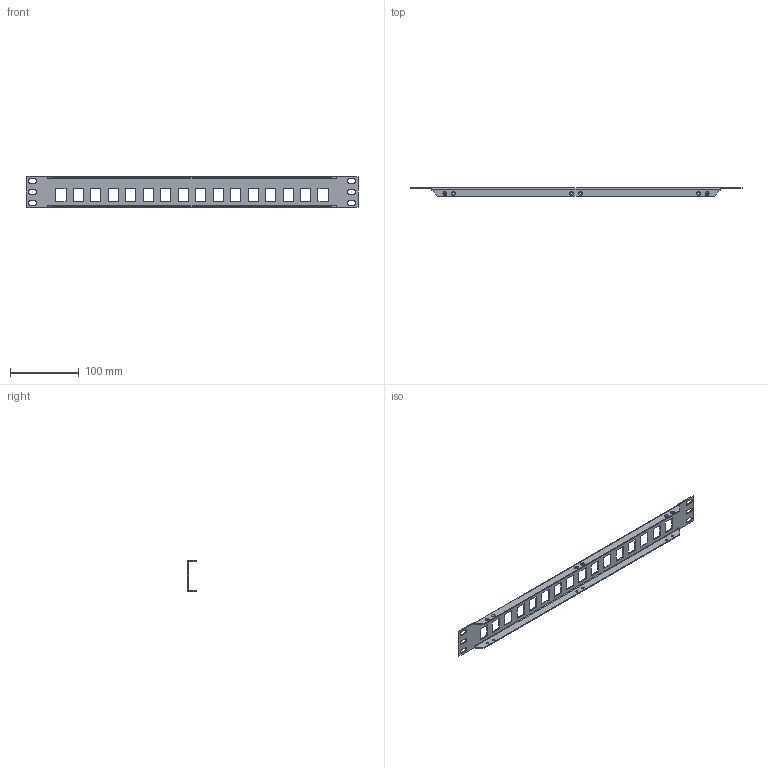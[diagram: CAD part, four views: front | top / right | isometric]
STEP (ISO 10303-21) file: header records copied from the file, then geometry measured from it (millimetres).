
FILE_DESCRIPTION (( 'STEP AP214' ), '1' );
FILE_NAME ('PR175UJ16B.STEP', '2018-09-17T15:35:40', ( '' ), ( '' ), 'SwSTEP 2.0', 'SolidWorks 2017', '' );
FILE_SCHEMA (( 'AUTOMOTIVE_DESIGN' ));
Length unit declared in the file: inch
Products named in the file (1): PR175UJ16B
Bounding box: 482.6 x 12.7 x 43.94 mm (x, y, z)
Volume: 37629.4 mm3; surface area: 53344.4 mm2
Topology: 1 solids, 1 shells, 565 faces, 1544 edges, 1024 vertices
Faces by surface type: plane 373, bspline 152, cone 24, cylinder 16
Entity records: 28619 total; most frequent: CARTESIAN_POINT 9878, ORIENTED_EDGE 3088, DIRECTION 2148, EDGE_CURVE 1544, VECTOR 1160, LINE 1160, VERTEX_POINT 1024, EDGE_LOOP 676
